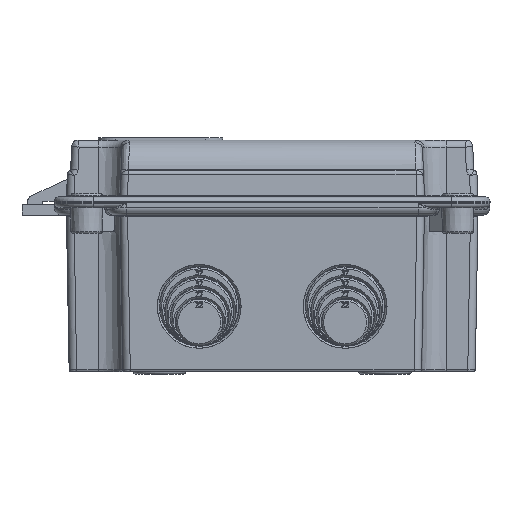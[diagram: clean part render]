
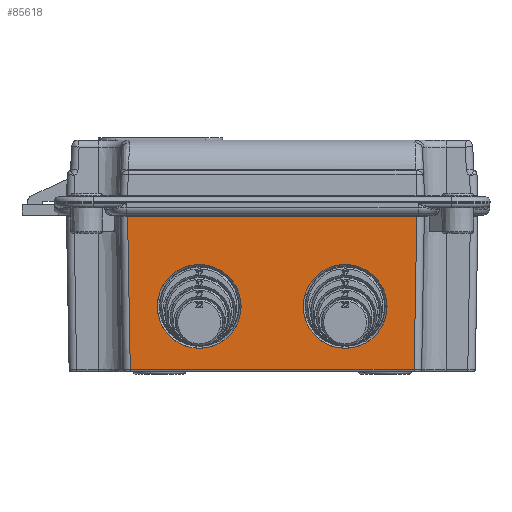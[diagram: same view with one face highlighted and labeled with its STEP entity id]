
A CAD part, front view. The second image highlights one B-rep face of the part: STEP entity #85618.
In plain terms, the highlighted planar face has unit normal (0, -1, -0.018).
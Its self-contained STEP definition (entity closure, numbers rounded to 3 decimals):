
#5225 = CARTESIAN_POINT ( 'NONE',  ( -66.139, -193.138, 0.983 ) ) ;
#8846 = DIRECTION ( 'NONE',  ( 0., 0.017, -1. ) ) ;
#9793 = DIRECTION ( 'NONE',  ( 0., -1., -0.017 ) ) ;
#12652 = VERTEX_POINT ( 'NONE', #5225 ) ;
#16744 = CARTESIAN_POINT ( 'NONE',  ( -34., -193.994, 50.027 ) ) ;
#20214 = CIRCLE ( 'NONE', #136004, 19.535 ) ;
#22912 = VERTEX_POINT ( 'NONE', #114694 ) ;
#24864 = VECTOR ( 'NONE', #123423, 1000. ) ;
#25584 = ORIENTED_EDGE ( 'NONE', *, *, #41379, .T. ) ;
#28076 = EDGE_CURVE ( 'NONE', #108525, #22912, #94607, .T. ) ;
#30775 = CARTESIAN_POINT ( 'NONE',  ( 34., -193.653, 30.495 ) ) ;
#31399 = EDGE_LOOP ( 'NONE', ( #91371, #86588, #54445, #25584 ) ) ;
#34388 = CARTESIAN_POINT ( 'NONE',  ( 34., -193.994, 50.027 ) ) ;
#34664 = EDGE_LOOP ( 'NONE', ( #109748, #126208 ) ) ;
#35419 = CARTESIAN_POINT ( 'NONE',  ( -34., -193.653, 30.495 ) ) ;
#37168 = CARTESIAN_POINT ( 'NONE',  ( -67.387, -194.387, 72.509 ) ) ;
#37784 = VECTOR ( 'NONE', #53330, 1000. ) ;
#38473 = VERTEX_POINT ( 'NONE', #82619 ) ;
#40114 = LINE ( 'NONE', #59013, #24864 ) ;
#41379 = EDGE_CURVE ( 'NONE', #12652, #45541, #40114, .T. ) ;
#41733 = DIRECTION ( 'NONE',  ( 0., 0.017, -1. ) ) ;
#41875 = FACE_OUTER_BOUND ( 'NONE', #31399, .T. ) ;
#42072 = PLANE ( 'NONE',  #51255 ) ;
#42483 = EDGE_CURVE ( 'NONE', #80393, #140374, #78778, .T. ) ;
#44132 = CARTESIAN_POINT ( 'NONE',  ( -67.48, -194.479, 77.822 ) ) ;
#45541 = VERTEX_POINT ( 'NONE', #104485 ) ;
#46171 = LINE ( 'NONE', #105688, #56328 ) ;
#46373 = DIRECTION ( 'NONE',  ( 0., 0.017, -1. ) ) ;
#47708 = EDGE_CURVE ( 'NONE', #128492, #12652, #77025, .T. ) ;
#48328 = VECTOR ( 'NONE', #119829, 1000. ) ;
#51255 = AXIS2_PLACEMENT_3D ( 'NONE', #128600, #9793, #85526 ) ;
#53330 = DIRECTION ( 'NONE',  ( -1., 0., 0. ) ) ;
#54445 = ORIENTED_EDGE ( 'NONE', *, *, #47708, .T. ) ;
#54588 = EDGE_LOOP ( 'NONE', ( #96801, #74214 ) ) ;
#56328 = VECTOR ( 'NONE', #72619, 1000. ) ;
#59013 = CARTESIAN_POINT ( 'NONE',  ( 66.122, -193.138, 0.983 ) ) ;
#60641 = CARTESIAN_POINT ( 'NONE',  ( -34., -193.653, 30.495 ) ) ;
#62443 = CARTESIAN_POINT ( 'NONE',  ( 34., -193.312, 10.963 ) ) ;
#63768 = AXIS2_PLACEMENT_3D ( 'NONE', #30775, #106457, #41733 ) ;
#70613 = FACE_BOUND ( 'NONE', #34664, .T. ) ;
#71531 = DIRECTION ( 'NONE',  ( 0., 0.017, -1. ) ) ;
#72619 = DIRECTION ( 'NONE',  ( 0.017, -0.017, 1. ) ) ;
#73648 = DIRECTION ( 'NONE',  ( 0., -1., -0.017 ) ) ;
#74214 = ORIENTED_EDGE ( 'NONE', *, *, #134157, .F. ) ;
#77025 = LINE ( 'NONE', #44132, #48328 ) ;
#78778 = CIRCLE ( 'NONE', #138272, 19.535 ) ;
#80393 = VERTEX_POINT ( 'NONE', #62443 ) ;
#81359 = EDGE_CURVE ( 'NONE', #22912, #108525, #20214, .T. ) ;
#82619 = CARTESIAN_POINT ( 'NONE',  ( 67.387, -194.387, 72.509 ) ) ;
#85526 = DIRECTION ( 'NONE',  ( 0., 0.017, -1. ) ) ;
#85618 = ADVANCED_FACE ( 'NONE', ( #70613, #41875, #128173 ), #42072, .T. ) ;
#86588 = ORIENTED_EDGE ( 'NONE', *, *, #111106, .T. ) ;
#91371 = ORIENTED_EDGE ( 'NONE', *, *, #102257, .T. ) ;
#94607 = CIRCLE ( 'NONE', #116151, 19.535 ) ;
#96801 = ORIENTED_EDGE ( 'NONE', *, *, #42483, .F. ) ;
#102257 = EDGE_CURVE ( 'NONE', #45541, #38473, #46171, .T. ) ;
#104485 = CARTESIAN_POINT ( 'NONE',  ( 66.139, -193.138, 0.983 ) ) ;
#105688 = CARTESIAN_POINT ( 'NONE',  ( 67.48, -194.479, 77.822 ) ) ;
#106457 = DIRECTION ( 'NONE',  ( 0., -1., -0.017 ) ) ;
#108525 = VERTEX_POINT ( 'NONE', #16744 ) ;
#109748 = ORIENTED_EDGE ( 'NONE', *, *, #81359, .F. ) ;
#111077 = DIRECTION ( 'NONE',  ( 0., -1., -0.017 ) ) ;
#111106 = EDGE_CURVE ( 'NONE', #38473, #128492, #120803, .T. ) ;
#114694 = CARTESIAN_POINT ( 'NONE',  ( -34., -193.312, 10.963 ) ) ;
#116151 = AXIS2_PLACEMENT_3D ( 'NONE', #60641, #136340, #71531 ) ;
#119387 = CIRCLE ( 'NONE', #63768, 19.535 ) ;
#119829 = DIRECTION ( 'NONE',  ( 0.017, 0.017, -1. ) ) ;
#120803 = LINE ( 'NONE', #129013, #37784 ) ;
#123423 = DIRECTION ( 'NONE',  ( 1., 0., 0. ) ) ;
#126208 = ORIENTED_EDGE ( 'NONE', *, *, #28076, .F. ) ;
#128173 = FACE_BOUND ( 'NONE', #54588, .T. ) ;
#128492 = VERTEX_POINT ( 'NONE', #37168 ) ;
#128600 = CARTESIAN_POINT ( 'NONE',  ( 0., -194.5, 79. ) ) ;
#129013 = CARTESIAN_POINT ( 'NONE',  ( 0., -194.387, 72.509 ) ) ;
#134157 = EDGE_CURVE ( 'NONE', #140374, #80393, #119387, .T. ) ;
#136004 = AXIS2_PLACEMENT_3D ( 'NONE', #35419, #111077, #46373 ) ;
#136340 = DIRECTION ( 'NONE',  ( 0., -1., -0.017 ) ) ;
#138272 = AXIS2_PLACEMENT_3D ( 'NONE', #138497, #73648, #8846 ) ;
#138497 = CARTESIAN_POINT ( 'NONE',  ( 34., -193.653, 30.495 ) ) ;
#140374 = VERTEX_POINT ( 'NONE', #34388 ) ;
